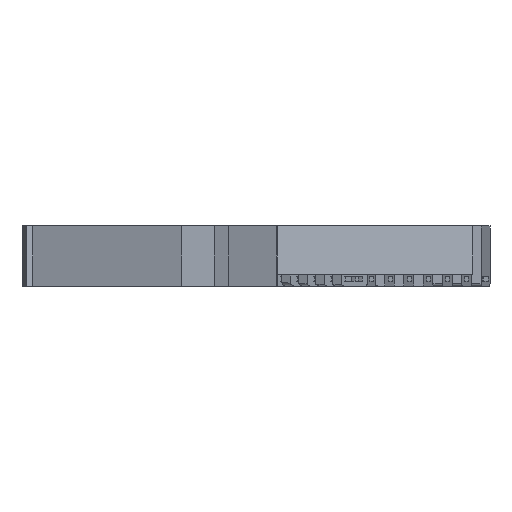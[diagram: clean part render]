
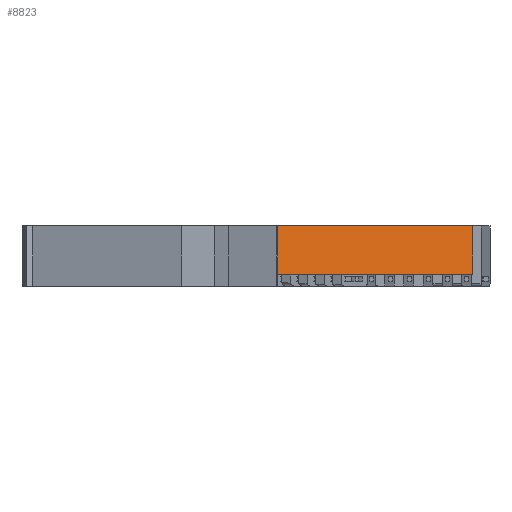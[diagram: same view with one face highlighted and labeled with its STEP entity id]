
A CAD part, left-side view. The second image highlights one B-rep face of the part: STEP entity #8823.
In plain terms, the highlighted planar face has unit normal (-0.968, -0.252, 0).
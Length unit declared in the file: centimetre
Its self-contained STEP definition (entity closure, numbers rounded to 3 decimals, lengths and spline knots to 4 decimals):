
#362=FACE_OUTER_BOUND('',#811,.T.);
#811=EDGE_LOOP('',(#5803,#5804,#5805,#5806));
#1325=LINE('',#12350,#2455);
#1331=LINE('',#12362,#2461);
#1332=LINE('',#12364,#2462);
#1333=LINE('',#12365,#2463);
#2455=VECTOR('',#9925,2.);
#2461=VECTOR('',#9935,8.4);
#2462=VECTOR('',#9936,2.);
#2463=VECTOR('',#9937,8.4);
#3585=VERTEX_POINT('',#12347);
#3586=VERTEX_POINT('',#12349);
#3590=VERTEX_POINT('',#12361);
#3591=VERTEX_POINT('',#12363);
#4469=EDGE_CURVE('',#3585,#3586,#1325,.T.);
#4475=EDGE_CURVE('',#3590,#3585,#1331,.T.);
#4476=EDGE_CURVE('',#3591,#3590,#1332,.T.);
#4477=EDGE_CURVE('',#3586,#3591,#1333,.T.);
#5803=ORIENTED_EDGE('',*,*,#4475,.F.);
#5804=ORIENTED_EDGE('',*,*,#4476,.F.);
#5805=ORIENTED_EDGE('',*,*,#4477,.F.);
#5806=ORIENTED_EDGE('',*,*,#4469,.F.);
#8451=PLANE('',#9276);
#8823=ADVANCED_FACE('',(#362),#8451,.T.);
#9276=AXIS2_PLACEMENT_3D('',#12360,#9933,#9934);
#9925=DIRECTION('',(0.,0.,-1.));
#9933=DIRECTION('center_axis',(-0.968,-0.252,0.));
#9934=DIRECTION('ref_axis',(-0.252,0.968,0.));
#9935=DIRECTION('',(0.252,-0.968,0.));
#9936=DIRECTION('',(0.,0.,1.));
#9937=DIRECTION('',(-0.252,0.968,0.));
#12347=CARTESIAN_POINT('',(-8.1619,-13.3339,2.5));
#12349=CARTESIAN_POINT('',(-8.1619,-13.3339,0.5));
#12350=CARTESIAN_POINT('',(-8.1619,-13.3339,2.5));
#12360=CARTESIAN_POINT('Origin',(-8.1619,-13.3339,2.5));
#12361=CARTESIAN_POINT('',(-10.2794,-5.2052,2.5));
#12362=CARTESIAN_POINT('',(-10.2794,-5.2052,2.5));
#12363=CARTESIAN_POINT('',(-10.2794,-5.2052,0.5));
#12364=CARTESIAN_POINT('',(-10.2794,-5.2052,0.));
#12365=CARTESIAN_POINT('',(-10.2794,-5.2052,0.5));
